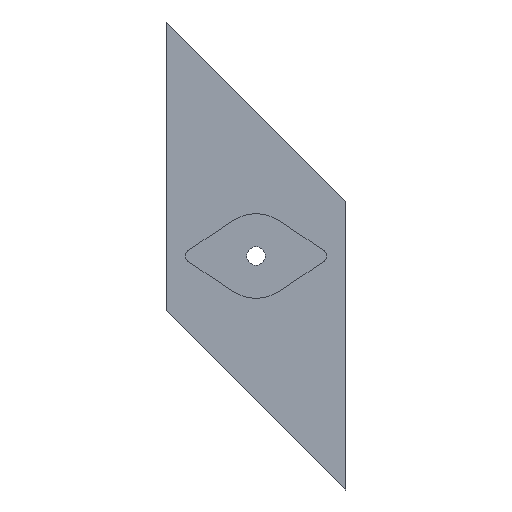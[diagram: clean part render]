
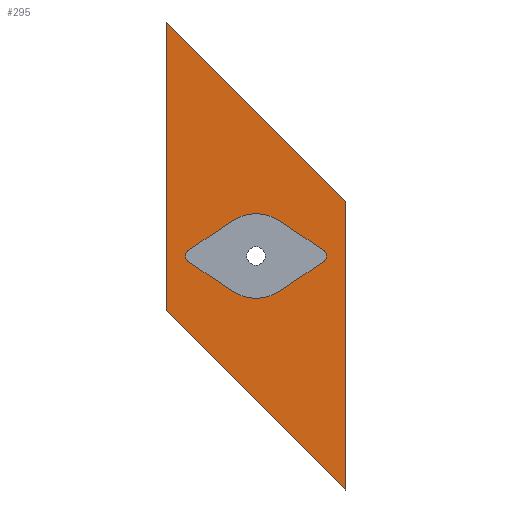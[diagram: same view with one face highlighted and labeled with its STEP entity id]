
A CAD part, left-side view. The second image highlights one B-rep face of the part: STEP entity #295.
In plain terms, the highlighted planar face has unit normal (-1, 0, 0).
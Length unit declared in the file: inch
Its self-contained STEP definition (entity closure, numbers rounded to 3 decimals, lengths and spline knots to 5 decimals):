
#17=FACE_BOUND('',#67,.T.);
#18=CIRCLE('',#312,0.25);
#20=CIRCLE('',#316,1.5);
#22=CIRCLE('',#320,0.25);
#24=CIRCLE('',#324,1.5);
#48=FACE_OUTER_BOUND('',#66,.T.);
#66=EDGE_LOOP('',(#257,#258,#259,#260));
#67=EDGE_LOOP('',(#261,#262,#263,#264,#265,#266,#267,#268));
#68=LINE('',#423,#97);
#73=LINE('',#437,#102);
#77=LINE('',#449,#106);
#81=LINE('',#461,#110);
#85=LINE('',#478,#114);
#89=LINE('',#486,#118);
#92=LINE('',#492,#121);
#95=LINE('',#497,#124);
#97=VECTOR('',#340,0.3937);
#102=VECTOR('',#353,0.3937);
#106=VECTOR('',#365,0.3937);
#110=VECTOR('',#377,0.3937);
#114=VECTOR('',#397,0.3937);
#118=VECTOR('',#403,0.3937);
#121=VECTOR('',#408,0.3937);
#124=VECTOR('',#413,0.3937);
#126=VERTEX_POINT('',#421);
#127=VERTEX_POINT('',#422);
#130=VERTEX_POINT('',#430);
#132=VERTEX_POINT('',#436);
#134=VERTEX_POINT('',#442);
#136=VERTEX_POINT('',#448);
#138=VERTEX_POINT('',#454);
#140=VERTEX_POINT('',#460);
#144=VERTEX_POINT('',#476);
#145=VERTEX_POINT('',#477);
#148=VERTEX_POINT('',#485);
#150=VERTEX_POINT('',#491);
#152=EDGE_CURVE('',#126,#127,#68,.T.);
#156=EDGE_CURVE('',#130,#126,#18,.T.);
#159=EDGE_CURVE('',#132,#130,#73,.T.);
#162=EDGE_CURVE('',#134,#132,#20,.T.);
#165=EDGE_CURVE('',#136,#134,#77,.T.);
#168=EDGE_CURVE('',#138,#136,#22,.T.);
#171=EDGE_CURVE('',#140,#138,#81,.T.);
#174=EDGE_CURVE('',#127,#140,#24,.T.);
#179=EDGE_CURVE('',#144,#145,#85,.T.);
#183=EDGE_CURVE('',#145,#148,#89,.T.);
#186=EDGE_CURVE('',#148,#150,#92,.T.);
#189=EDGE_CURVE('',#150,#144,#95,.T.);
#257=ORIENTED_EDGE('',*,*,#189,.T.);
#258=ORIENTED_EDGE('',*,*,#179,.T.);
#259=ORIENTED_EDGE('',*,*,#183,.T.);
#260=ORIENTED_EDGE('',*,*,#186,.T.);
#261=ORIENTED_EDGE('',*,*,#152,.T.);
#262=ORIENTED_EDGE('',*,*,#174,.T.);
#263=ORIENTED_EDGE('',*,*,#171,.T.);
#264=ORIENTED_EDGE('',*,*,#168,.T.);
#265=ORIENTED_EDGE('',*,*,#165,.T.);
#266=ORIENTED_EDGE('',*,*,#162,.T.);
#267=ORIENTED_EDGE('',*,*,#159,.T.);
#268=ORIENTED_EDGE('',*,*,#156,.T.);
#279=PLANE('',#335);
#295=ADVANCED_FACE('',(#48,#17),#279,.F.);
#312=AXIS2_PLACEMENT_3D('',#431,#346,#347);
#316=AXIS2_PLACEMENT_3D('',#443,#358,#359);
#320=AXIS2_PLACEMENT_3D('',#455,#370,#371);
#324=AXIS2_PLACEMENT_3D('',#466,#382,#383);
#335=AXIS2_PLACEMENT_3D('',#500,#417,#418);
#340=DIRECTION('',(0.,-0.831,0.556));
#346=DIRECTION('center_axis',(1.,0.,0.));
#347=DIRECTION('ref_axis',(0.,0.556,-0.831));
#353=DIRECTION('',(0.,0.831,0.556));
#358=DIRECTION('center_axis',(1.,0.,0.));
#359=DIRECTION('ref_axis',(0.,-0.556,-0.831));
#365=DIRECTION('',(0.,0.831,-0.556));
#370=DIRECTION('center_axis',(1.,0.,0.));
#371=DIRECTION('ref_axis',(0.,-0.556,0.831));
#377=DIRECTION('',(0.,-0.831,-0.556));
#382=DIRECTION('center_axis',(1.,0.,0.));
#383=DIRECTION('ref_axis',(0.,0.556,0.831));
#397=DIRECTION('',(0.,0.,1.));
#403=DIRECTION('',(0.,0.707,0.707));
#408=DIRECTION('',(0.,0.,-1.));
#413=DIRECTION('',(0.,-0.707,-0.707));
#417=DIRECTION('center_axis',(1.,0.,0.));
#418=DIRECTION('ref_axis',(0.,0.,-1.));
#421=CARTESIAN_POINT('',(0.,5.57087,-1.73515));
#422=CARTESIAN_POINT('',(0.,4.01531,-0.6958));
#423=CARTESIAN_POINT('',(0.,4.79309,-1.21547));
#430=CARTESIAN_POINT('',(0.,5.57087,-2.15089));
#431=CARTESIAN_POINT('Origin',(0.,5.43198,-1.94302));
#436=CARTESIAN_POINT('',(0.,4.01531,-3.19024));
#437=CARTESIAN_POINT('',(0.,4.01531,-3.19024));
#442=CARTESIAN_POINT('',(0.,2.34865,-3.19024));
#443=CARTESIAN_POINT('Origin',(0.,3.18198,-1.94302));
#448=CARTESIAN_POINT('',(0.,0.79309,-2.15089));
#449=CARTESIAN_POINT('',(0.,1.57087,-2.67056));
#454=CARTESIAN_POINT('',(0.,0.79309,-1.73515));
#455=CARTESIAN_POINT('Origin',(0.,0.93198,-1.94302));
#460=CARTESIAN_POINT('',(0.,2.34865,-0.6958));
#461=CARTESIAN_POINT('',(0.,2.34865,-0.6958));
#466=CARTESIAN_POINT('Origin',(0.,3.18198,-1.94302));
#476=CARTESIAN_POINT('',(0.,0.,-10.25));
#477=CARTESIAN_POINT('',(0.,0.,0.));
#478=CARTESIAN_POINT('',(0.,0.,-10.25));
#485=CARTESIAN_POINT('',(0.,6.36396,6.36396));
#486=CARTESIAN_POINT('',(0.,0.,0.));
#491=CARTESIAN_POINT('',(0.,6.36396,-3.88604));
#492=CARTESIAN_POINT('',(0.,6.36396,6.36396));
#497=CARTESIAN_POINT('',(0.,6.36396,-3.88604));
#500=CARTESIAN_POINT('Origin',(0.,3.18198,-1.94302));
